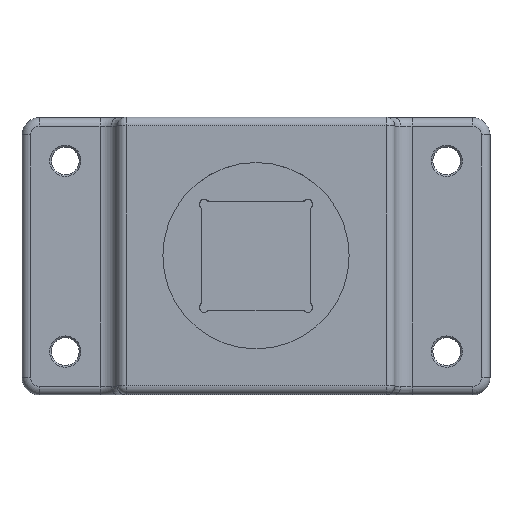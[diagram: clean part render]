
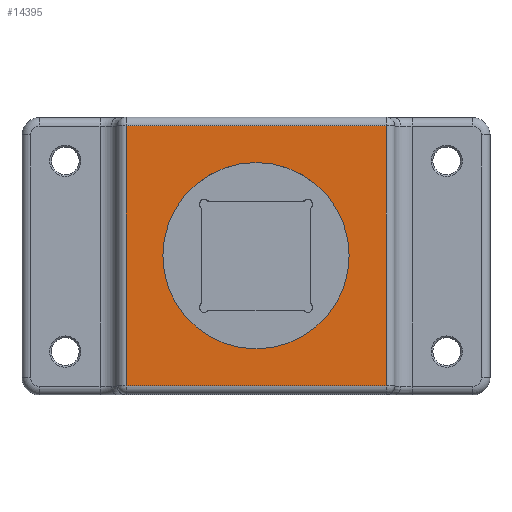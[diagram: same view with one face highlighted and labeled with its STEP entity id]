
A CAD part, top view. The second image highlights one B-rep face of the part: STEP entity #14395.
In plain terms, the highlighted planar face has unit normal (0, 0, 1).
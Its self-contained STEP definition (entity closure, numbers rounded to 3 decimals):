
#2571 = CYLINDRICAL_SURFACE('',#2572,1.);
#2572 = AXIS2_PLACEMENT_3D('',#2573,#2574,#2575);
#2573 = CARTESIAN_POINT('',(15.,16.,42.5));
#2574 = DIRECTION('',(0.,-1.,0.));
#2575 = DIRECTION('',(1.,0.,0.));
#6135 = VERTEX_POINT('',#6136);
#6136 = CARTESIAN_POINT('',(15.,15.,43.5));
#6161 = EDGE_CURVE('',#6135,#6162,#6164,.T.);
#6162 = VERTEX_POINT('',#6163);
#6163 = CARTESIAN_POINT('',(15.,-15.,43.5));
#6164 = SURFACE_CURVE('',#6165,(#6169,#6176),.PCURVE_S1.);
#6165 = LINE('',#6166,#6167);
#6166 = CARTESIAN_POINT('',(15.,16.,43.5));
#6167 = VECTOR('',#6168,1.);
#6168 = DIRECTION('',(0.,-1.,0.));
#6169 = PCURVE('',#2571,#6170);
#6170 = DEFINITIONAL_REPRESENTATION('',(#6171),#6175);
#6171 = LINE('',#6172,#6173);
#6172 = CARTESIAN_POINT('',(1.571,0.));
#6173 = VECTOR('',#6174,1.);
#6174 = DIRECTION('',(0.,1.));
#6175 = ( GEOMETRIC_REPRESENTATION_CONTEXT(2) 
PARAMETRIC_REPRESENTATION_CONTEXT() REPRESENTATION_CONTEXT('2D SPACE',''
  ) );
#6176 = PCURVE('',#6177,#6182);
#6177 = PLANE('',#6178);
#6178 = AXIS2_PLACEMENT_3D('',#6179,#6180,#6181);
#6179 = CARTESIAN_POINT('',(0.,0.,43.5));
#6180 = DIRECTION('',(0.,0.,1.));
#6181 = DIRECTION('',(1.,0.,0.));
#6182 = DEFINITIONAL_REPRESENTATION('',(#6183),#6187);
#6183 = LINE('',#6184,#6185);
#6184 = CARTESIAN_POINT('',(15.,16.));
#6185 = VECTOR('',#6186,1.);
#6186 = DIRECTION('',(0.,-1.));
#6187 = ( GEOMETRIC_REPRESENTATION_CONTEXT(2) 
PARAMETRIC_REPRESENTATION_CONTEXT() REPRESENTATION_CONTEXT('2D SPACE',''
  ) );
#10305 = CYLINDRICAL_SURFACE('',#10306,1.);
#10306 = AXIS2_PLACEMENT_3D('',#10307,#10308,#10309);
#10307 = CARTESIAN_POINT('',(-15.,-16.,42.5));
#10308 = DIRECTION('',(0.,1.,0.));
#10309 = DIRECTION('',(-1.,0.,0.));
#14040 = CYLINDRICAL_SURFACE('',#14041,1.);
#14041 = AXIS2_PLACEMENT_3D('',#14042,#14043,#14044);
#14042 = CARTESIAN_POINT('',(16.,-15.,42.5));
#14043 = DIRECTION('',(-1.,0.,0.));
#14044 = DIRECTION('',(0.,-1.,0.));
#14384 = CYLINDRICAL_SURFACE('',#14385,1.);
#14385 = AXIS2_PLACEMENT_3D('',#14386,#14387,#14388);
#14386 = CARTESIAN_POINT('',(-16.,15.,42.5));
#14387 = DIRECTION('',(1.,0.,0.));
#14388 = DIRECTION('',(0.,0.,1.));
#14395 = ADVANCED_FACE('',(#14396,#14466),#6177,.T.);
#14396 = FACE_BOUND('',#14397,.T.);
#14397 = EDGE_LOOP('',(#14398,#14421,#14444,#14465));
#14398 = ORIENTED_EDGE('',*,*,#14399,.F.);
#14399 = EDGE_CURVE('',#14400,#6135,#14402,.T.);
#14400 = VERTEX_POINT('',#14401);
#14401 = CARTESIAN_POINT('',(-15.,15.,43.5));
#14402 = SURFACE_CURVE('',#14403,(#14407,#14414),.PCURVE_S1.);
#14403 = LINE('',#14404,#14405);
#14404 = CARTESIAN_POINT('',(-16.,15.,43.5));
#14405 = VECTOR('',#14406,1.);
#14406 = DIRECTION('',(1.,0.,0.));
#14407 = PCURVE('',#6177,#14408);
#14408 = DEFINITIONAL_REPRESENTATION('',(#14409),#14413);
#14409 = LINE('',#14410,#14411);
#14410 = CARTESIAN_POINT('',(-16.,15.));
#14411 = VECTOR('',#14412,1.);
#14412 = DIRECTION('',(1.,0.));
#14413 = ( GEOMETRIC_REPRESENTATION_CONTEXT(2) 
PARAMETRIC_REPRESENTATION_CONTEXT() REPRESENTATION_CONTEXT('2D SPACE',''
  ) );
#14414 = PCURVE('',#14384,#14415);
#14415 = DEFINITIONAL_REPRESENTATION('',(#14416),#14420);
#14416 = LINE('',#14417,#14418);
#14417 = CARTESIAN_POINT('',(-0.,0.));
#14418 = VECTOR('',#14419,1.);
#14419 = DIRECTION('',(-0.,1.));
#14420 = ( GEOMETRIC_REPRESENTATION_CONTEXT(2) 
PARAMETRIC_REPRESENTATION_CONTEXT() REPRESENTATION_CONTEXT('2D SPACE',''
  ) );
#14421 = ORIENTED_EDGE('',*,*,#14422,.F.);
#14422 = EDGE_CURVE('',#14423,#14400,#14425,.T.);
#14423 = VERTEX_POINT('',#14424);
#14424 = CARTESIAN_POINT('',(-15.,-15.,43.5));
#14425 = SURFACE_CURVE('',#14426,(#14430,#14437),.PCURVE_S1.);
#14426 = LINE('',#14427,#14428);
#14427 = CARTESIAN_POINT('',(-15.,-16.,43.5));
#14428 = VECTOR('',#14429,1.);
#14429 = DIRECTION('',(0.,1.,0.));
#14430 = PCURVE('',#6177,#14431);
#14431 = DEFINITIONAL_REPRESENTATION('',(#14432),#14436);
#14432 = LINE('',#14433,#14434);
#14433 = CARTESIAN_POINT('',(-15.,-16.));
#14434 = VECTOR('',#14435,1.);
#14435 = DIRECTION('',(0.,1.));
#14436 = ( GEOMETRIC_REPRESENTATION_CONTEXT(2) 
PARAMETRIC_REPRESENTATION_CONTEXT() REPRESENTATION_CONTEXT('2D SPACE',''
  ) );
#14437 = PCURVE('',#10305,#14438);
#14438 = DEFINITIONAL_REPRESENTATION('',(#14439),#14443);
#14439 = LINE('',#14440,#14441);
#14440 = CARTESIAN_POINT('',(1.571,0.));
#14441 = VECTOR('',#14442,1.);
#14442 = DIRECTION('',(0.,1.));
#14443 = ( GEOMETRIC_REPRESENTATION_CONTEXT(2) 
PARAMETRIC_REPRESENTATION_CONTEXT() REPRESENTATION_CONTEXT('2D SPACE',''
  ) );
#14444 = ORIENTED_EDGE('',*,*,#14445,.F.);
#14445 = EDGE_CURVE('',#6162,#14423,#14446,.T.);
#14446 = SURFACE_CURVE('',#14447,(#14451,#14458),.PCURVE_S1.);
#14447 = LINE('',#14448,#14449);
#14448 = CARTESIAN_POINT('',(16.,-15.,43.5));
#14449 = VECTOR('',#14450,1.);
#14450 = DIRECTION('',(-1.,0.,0.));
#14451 = PCURVE('',#6177,#14452);
#14452 = DEFINITIONAL_REPRESENTATION('',(#14453),#14457);
#14453 = LINE('',#14454,#14455);
#14454 = CARTESIAN_POINT('',(16.,-15.));
#14455 = VECTOR('',#14456,1.);
#14456 = DIRECTION('',(-1.,0.));
#14457 = ( GEOMETRIC_REPRESENTATION_CONTEXT(2) 
PARAMETRIC_REPRESENTATION_CONTEXT() REPRESENTATION_CONTEXT('2D SPACE',''
  ) );
#14458 = PCURVE('',#14040,#14459);
#14459 = DEFINITIONAL_REPRESENTATION('',(#14460),#14464);
#14460 = LINE('',#14461,#14462);
#14461 = CARTESIAN_POINT('',(1.571,0.));
#14462 = VECTOR('',#14463,1.);
#14463 = DIRECTION('',(0.,1.));
#14464 = ( GEOMETRIC_REPRESENTATION_CONTEXT(2) 
PARAMETRIC_REPRESENTATION_CONTEXT() REPRESENTATION_CONTEXT('2D SPACE',''
  ) );
#14465 = ORIENTED_EDGE('',*,*,#6161,.F.);
#14466 = FACE_BOUND('',#14467,.T.);
#14467 = EDGE_LOOP('',(#14468));
#14468 = ORIENTED_EDGE('',*,*,#14469,.F.);
#14469 = EDGE_CURVE('',#14470,#14470,#14472,.T.);
#14470 = VERTEX_POINT('',#14471);
#14471 = CARTESIAN_POINT('',(10.75,0.,43.5));
#14472 = SURFACE_CURVE('',#14473,(#14478,#14485),.PCURVE_S1.);
#14473 = CIRCLE('',#14474,10.75);
#14474 = AXIS2_PLACEMENT_3D('',#14475,#14476,#14477);
#14475 = CARTESIAN_POINT('',(0.,0.,43.5));
#14476 = DIRECTION('',(0.,0.,1.));
#14477 = DIRECTION('',(1.,0.,0.));
#14478 = PCURVE('',#6177,#14479);
#14479 = DEFINITIONAL_REPRESENTATION('',(#14480),#14484);
#14480 = CIRCLE('',#14481,10.75);
#14481 = AXIS2_PLACEMENT_2D('',#14482,#14483);
#14482 = CARTESIAN_POINT('',(0.,0.));
#14483 = DIRECTION('',(1.,0.));
#14484 = ( GEOMETRIC_REPRESENTATION_CONTEXT(2) 
PARAMETRIC_REPRESENTATION_CONTEXT() REPRESENTATION_CONTEXT('2D SPACE',''
  ) );
#14485 = PCURVE('',#14486,#14491);
#14486 = CYLINDRICAL_SURFACE('',#14487,10.75);
#14487 = AXIS2_PLACEMENT_3D('',#14488,#14489,#14490);
#14488 = CARTESIAN_POINT('',(0.,0.,43.5));
#14489 = DIRECTION('',(0.,0.,1.));
#14490 = DIRECTION('',(1.,0.,0.));
#14491 = DEFINITIONAL_REPRESENTATION('',(#14492),#14496);
#14492 = LINE('',#14493,#14494);
#14493 = CARTESIAN_POINT('',(0.,0.));
#14494 = VECTOR('',#14495,1.);
#14495 = DIRECTION('',(1.,0.));
#14496 = ( GEOMETRIC_REPRESENTATION_CONTEXT(2) 
PARAMETRIC_REPRESENTATION_CONTEXT() REPRESENTATION_CONTEXT('2D SPACE',''
  ) );
